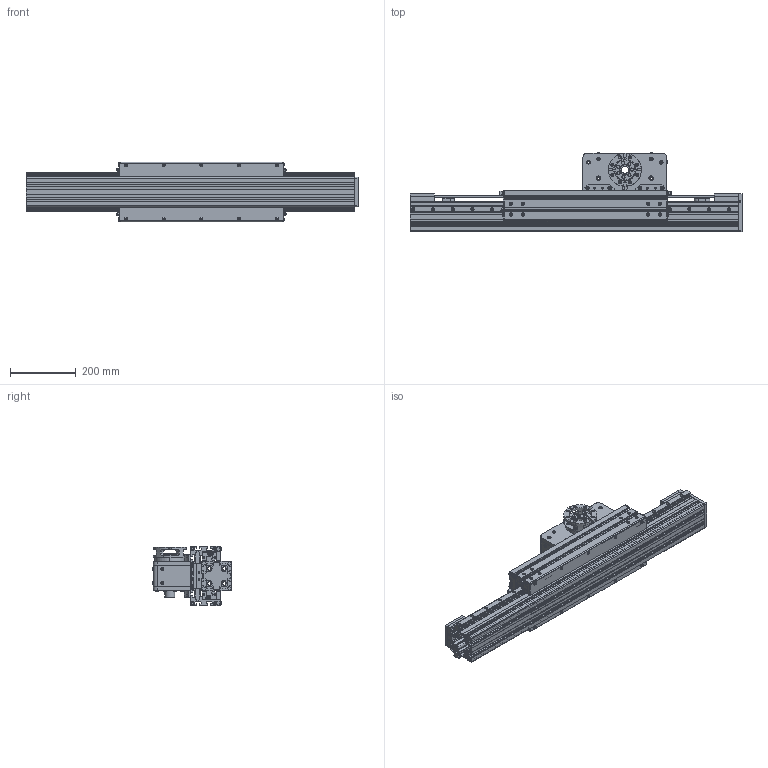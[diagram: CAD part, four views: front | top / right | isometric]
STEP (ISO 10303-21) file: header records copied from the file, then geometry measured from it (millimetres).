
FILE_DESCRIPTION (( 'STEP AP203' ), '1' );
FILE_NAME ('816.HHL.XXXX.STEP', '2016-12-12T15:04:37', ( 'Utente' ), ( '' ), 'SwSTEP 2.0', 'SolidWorks 2016', '' );
FILE_SCHEMA (( 'CONFIG_CONTROL_DESIGN' ));
Products named in the file (1): 816.HHL.XXXX
Bounding box: 1010 x 240.25 x 180 mm (x, y, z)
Surface area: 2151648.3 mm2 (no closed solid volume)
Topology: 0 solids, 181 shells, 2447 faces, 8959 edges, 6468 vertices
Faces by surface type: plane 1263, cylinder 892, torus 178, cone 72, bspline 40, sphere 2
Entity records: 98834 total; most frequent: CARTESIAN_POINT 21513, DIRECTION 16897, ORIENTED_EDGE 14010, EDGE_CURVE 8943, VERTEX_POINT 6468, AXIS2_PLACEMENT_3D 5762, LINE 5373, VECTOR 5373
